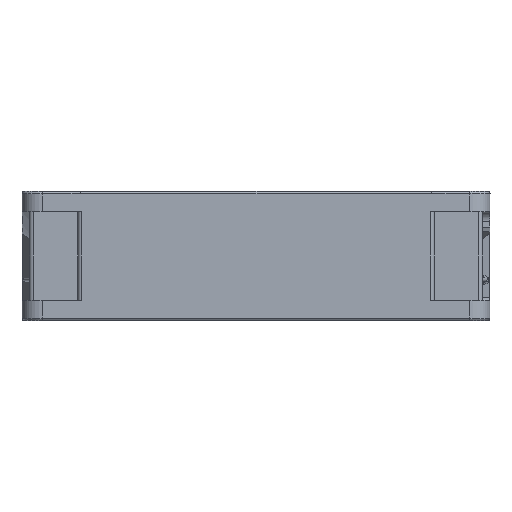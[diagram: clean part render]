
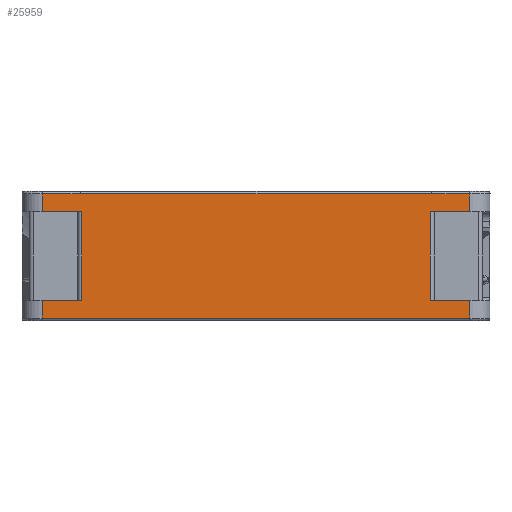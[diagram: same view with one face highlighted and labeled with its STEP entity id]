
A CAD part, left-side view. The second image highlights one B-rep face of the part: STEP entity #25959.
In plain terms, the highlighted planar face has unit normal (-1, 0, 0).
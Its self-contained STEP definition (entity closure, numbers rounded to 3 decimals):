
#3695=DIRECTION('',(0.,0.,-1.));
#3696=VECTOR('',#3695,3.5);
#3697=CARTESIAN_POINT('',(-46.,42.,-21.4));
#3698=LINE('',#3697,#3696);
#3708=DIRECTION('',(0.,1.,0.));
#3709=VECTOR('',#3708,7.7);
#3710=CARTESIAN_POINT('',(-46.,34.3,-21.4));
#3711=LINE('',#3710,#3709);
#3880=DIRECTION('',(0.,0.,-1.));
#3881=VECTOR('',#3880,17.4);
#3882=CARTESIAN_POINT('',(-46.,34.3,-4.));
#3883=LINE('',#3882,#3881);
#3929=DIRECTION('',(0.,-1.,0.));
#3930=VECTOR('',#3929,7.7);
#3931=CARTESIAN_POINT('',(-46.,42.,-4.));
#3932=LINE('',#3931,#3930);
#4420=DIRECTION('',(0.,0.,-1.));
#4421=VECTOR('',#4420,3.5);
#4422=CARTESIAN_POINT('',(-46.,42.,-0.5));
#4423=LINE('',#4422,#4421);
#4566=DIRECTION('',(0.,1.,-0.003));
#4567=VECTOR('',#4566,2.5);
#4568=CARTESIAN_POINT('',(-46.,34.5,-0.477));
#4569=LINE('',#4568,#4567);
#4570=CARTESIAN_POINT('',(-46.,37.,
-0.485));
#4571=CARTESIAN_POINT('',(-46.,37.565,
-0.488));
#4572=CARTESIAN_POINT('',(-46.,38.688,
-0.49));
#4573=CARTESIAN_POINT('',(-46.,40.357,
-0.486));
#4574=CARTESIAN_POINT('',(-46.,41.454,-0.494));
#4575=CARTESIAN_POINT('',(-46.,42.,-0.5));
#4577=DIRECTION('',(0.,1.,0.));
#4578=VECTOR('',#4577,69.);
#4579=CARTESIAN_POINT('',(-46.,-34.5,-0.475));
#4580=LINE('',#4579,#4578);
#4605=CARTESIAN_POINT('',(-46.,-42.,-0.5));
#4606=CARTESIAN_POINT('',(-46.,-41.505,-0.495));
#4607=CARTESIAN_POINT('',(-46.,-40.516,
-0.486));
#4608=CARTESIAN_POINT('',(-46.,-39.036,
-0.49));
#4609=CARTESIAN_POINT('',(-46.,-38.05,
-0.488));
#4610=CARTESIAN_POINT('',(-46.,-37.557,
-0.488));
#4612=CARTESIAN_POINT('',(-46.,-37.557,
-0.488));
#4613=CARTESIAN_POINT('',(-46.,-37.221,
-0.486));
#4614=CARTESIAN_POINT('',(-46.,-36.547,
-0.483));
#4615=CARTESIAN_POINT('',(-46.,-35.528,
-0.487));
#4616=CARTESIAN_POINT('',(-46.,-34.844,
-0.48));
#4617=CARTESIAN_POINT('',(-46.,-34.5,-0.475));
#4638=DIRECTION('',(0.,0.,1.));
#4639=VECTOR('',#4638,3.5);
#4640=CARTESIAN_POINT('',(-46.,-42.,-4.));
#4641=LINE('',#4640,#4639);
#7539=DIRECTION('',(0.,1.,0.));
#7540=VECTOR('',#7539,7.7);
#7541=CARTESIAN_POINT('',(-46.,-42.,-21.4));
#7542=LINE('',#7541,#7540);
#7658=DIRECTION('',(0.,0.,1.));
#7659=VECTOR('',#7658,17.4);
#7660=CARTESIAN_POINT('',(-46.,-34.3,-21.4));
#7661=LINE('',#7660,#7659);
#7702=DIRECTION('',(0.,-1.,0.));
#7703=VECTOR('',#7702,7.7);
#7704=CARTESIAN_POINT('',(-46.,-34.3,-4.));
#7705=LINE('',#7704,#7703);
#8595=DIRECTION('',(0.,0.,1.));
#8596=VECTOR('',#8595,3.5);
#8597=CARTESIAN_POINT('',(-46.,-42.,-24.9));
#8598=LINE('',#8597,#8596);
#8603=DIRECTION('',(0.,-1.,0.));
#8604=VECTOR('',#8603,84.);
#8605=CARTESIAN_POINT('',(-46.,42.,-24.9));
#8606=LINE('',#8605,#8604);
#18831=CARTESIAN_POINT('',(-46.,34.3,-4.));
#18833=VERTEX_POINT('',#18831);
#18841=CARTESIAN_POINT('',(-46.,42.,-4.));
#18842=VERTEX_POINT('',#18841);
#18851=CARTESIAN_POINT('',(-46.,-34.3,-4.));
#18852=VERTEX_POINT('',#18851);
#18853=CARTESIAN_POINT('',(-46.,-42.,-4.));
#18854=VERTEX_POINT('',#18853);
#19371=CARTESIAN_POINT('',(-46.,-42.,-0.5));
#19372=VERTEX_POINT('',#19371);
#19374=CARTESIAN_POINT('',(-45.999,-34.5,-0.476));
#19376=VERTEX_POINT('',#19374);
#19377=VERTEX_POINT('',#4612);
#19378=CARTESIAN_POINT('',(-46.,34.5,-0.477));
#19379=VERTEX_POINT('',#19378);
#19382=CARTESIAN_POINT('',(-46.,34.3,-21.4));
#19383=VERTEX_POINT('',#19382);
#19384=CARTESIAN_POINT('',(-46.,42.,-0.5));
#19385=VERTEX_POINT('',#19384);
#19386=VERTEX_POINT('',#4570);
#19387=CARTESIAN_POINT('',(-46.,-34.3,-21.4));
#19388=VERTEX_POINT('',#19387);
#19389=CARTESIAN_POINT('',(-46.,-42.,-21.4));
#19390=VERTEX_POINT('',#19389);
#19391=CARTESIAN_POINT('',(-46.,-42.,-24.9));
#19392=VERTEX_POINT('',#19391);
#19393=CARTESIAN_POINT('',(-46.,42.,-24.9));
#19394=VERTEX_POINT('',#19393);
#19395=CARTESIAN_POINT('',(-46.,42.,-21.4));
#19396=VERTEX_POINT('',#19395);
#25923=CARTESIAN_POINT('',(-46.,46.,-25.4));
#25924=DIRECTION('',(1.,0.,0.));
#25925=DIRECTION('',(0.,-1.,0.));
#25926=AXIS2_PLACEMENT_3D('',#25923,#25924,#25925);
#25927=PLANE('',#25926);
#25928=ORIENTED_EDGE('',*,*,#25914,.F.);
#25930=ORIENTED_EDGE('',*,*,#25929,.F.);
#25932=ORIENTED_EDGE('',*,*,#25931,.F.);
#25934=ORIENTED_EDGE('',*,*,#25933,.F.);
#25936=ORIENTED_EDGE('',*,*,#25935,.F.);
#25938=ORIENTED_EDGE('',*,*,#25937,.F.);
#25940=ORIENTED_EDGE('',*,*,#25939,.F.);
#25942=ORIENTED_EDGE('',*,*,#25941,.F.);
#25944=ORIENTED_EDGE('',*,*,#25943,.F.);
#25946=ORIENTED_EDGE('',*,*,#25945,.F.);
#25948=ORIENTED_EDGE('',*,*,#25947,.F.);
#25950=ORIENTED_EDGE('',*,*,#25949,.F.);
#25952=ORIENTED_EDGE('',*,*,#25951,.F.);
#25954=ORIENTED_EDGE('',*,*,#25953,.F.);
#25955=ORIENTED_EDGE('',*,*,#25833,.F.);
#25956=ORIENTED_EDGE('',*,*,#25847,.F.);
#25957=EDGE_LOOP('',(#25928,#25930,#25932,#25934,#25936,#25938,#25940,#25942,
#25944,#25946,#25948,#25950,#25952,#25954,#25955,#25956));
#25958=FACE_OUTER_BOUND('',#25957,.F.);
#25959=ADVANCED_FACE('',(#25958),#25927,.F.);
#4576=B_SPLINE_CURVE_WITH_KNOTS('',3,(#4570,#4571,#4572,#4573,#4574,#4575),
.UNSPECIFIED.,.F.,.F.,(4,1,1,4),(0.,0.333,0.667,1.),
.UNSPECIFIED.);
#4611=B_SPLINE_CURVE_WITH_KNOTS('',3,(#4605,#4606,#4607,#4608,#4609,#4610),
.UNSPECIFIED.,.F.,.F.,(4,1,1,4),(0.,0.333,0.667,1.),
.UNSPECIFIED.);
#4618=B_SPLINE_CURVE_WITH_KNOTS('',3,(#4612,#4613,#4614,#4615,#4616,#4617),
.UNSPECIFIED.,.F.,.F.,(4,1,1,4),(0.,0.333,0.667,1.),
.UNSPECIFIED.);
#25833=EDGE_CURVE('',#19396,#19394,#3698,.T.);
#25847=EDGE_CURVE('',#19383,#19396,#3711,.T.);
#25914=EDGE_CURVE('',#18833,#19383,#3883,.T.);
#25929=EDGE_CURVE('',#18842,#18833,#3932,.T.);
#25931=EDGE_CURVE('',#19385,#18842,#4423,.T.);
#25933=EDGE_CURVE('',#19386,#19385,#4576,.T.);
#25935=EDGE_CURVE('',#19379,#19386,#4569,.T.);
#25937=EDGE_CURVE('',#19376,#19379,#4580,.T.);
#25939=EDGE_CURVE('',#19377,#19376,#4618,.T.);
#25941=EDGE_CURVE('',#19372,#19377,#4611,.T.);
#25943=EDGE_CURVE('',#18854,#19372,#4641,.T.);
#25945=EDGE_CURVE('',#18852,#18854,#7705,.T.);
#25947=EDGE_CURVE('',#19388,#18852,#7661,.T.);
#25949=EDGE_CURVE('',#19390,#19388,#7542,.T.);
#25951=EDGE_CURVE('',#19392,#19390,#8598,.T.);
#25953=EDGE_CURVE('',#19394,#19392,#8606,.T.);
